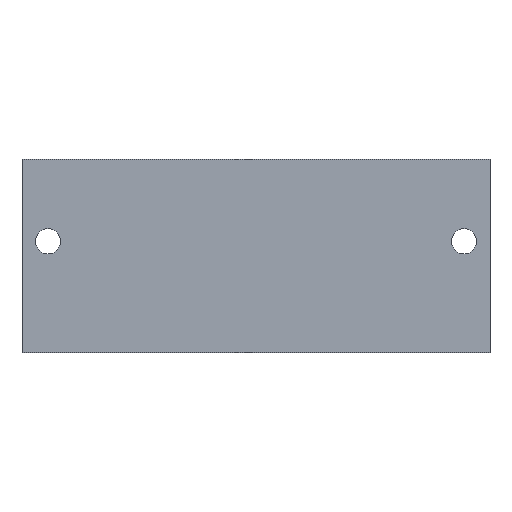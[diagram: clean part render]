
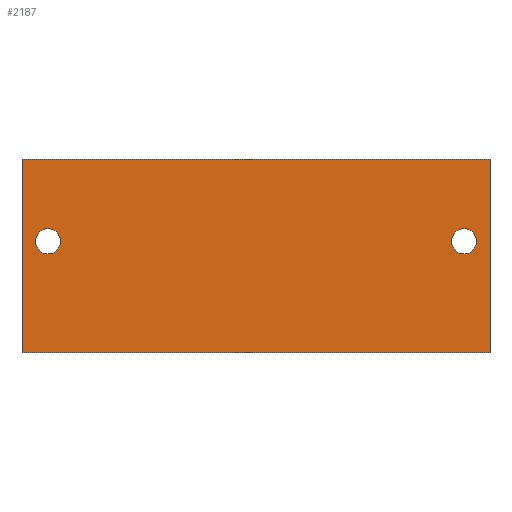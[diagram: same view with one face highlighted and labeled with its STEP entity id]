
A CAD part, top view. The second image highlights one B-rep face of the part: STEP entity #2187.
In plain terms, the highlighted planar face has unit normal (0, 0, 1).
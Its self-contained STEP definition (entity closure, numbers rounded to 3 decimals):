
#2133=AXIS2_PLACEMENT_3D('Plane Axis2P3D',#2130,#2131,#2132) ;
#2153=AXIS2_PLACEMENT_3D('Circle Axis2P3D',#2151,#2152,$) ;
#2162=AXIS2_PLACEMENT_3D('Circle Axis2P3D',#2160,#2161,$) ;
#2171=AXIS2_PLACEMENT_3D('Circle Axis2P3D',#2169,#2170,$) ;
#2180=AXIS2_PLACEMENT_3D('Circle Axis2P3D',#2178,#2179,$) ;
#224=CARTESIAN_POINT('Vertex',(0.,28.3,14.9)) ;
#227=CARTESIAN_POINT('Line Origine',(34.29,28.3,14.9)) ;
#231=CARTESIAN_POINT('Vertex',(68.58,28.3,14.9)) ;
#686=CARTESIAN_POINT('Vertex',(68.58,0.,14.9)) ;
#689=CARTESIAN_POINT('Line Origine',(34.29,0.,14.9)) ;
#693=CARTESIAN_POINT('Vertex',(0.,0.,14.9)) ;
#2130=CARTESIAN_POINT('Axis2P3D Location',(7.62,28.3,14.9)) ;
#2135=CARTESIAN_POINT('Line Origine',(68.58,14.15,14.9)) ;
#2140=CARTESIAN_POINT('Line Origine',(0.,14.15,14.9)) ;
#2151=CARTESIAN_POINT('Axis2P3D Location',(64.77,16.3,14.9)) ;
#2155=CARTESIAN_POINT('Vertex',(62.92,16.3,14.9)) ;
#2157=CARTESIAN_POINT('Vertex',(66.62,16.3,14.9)) ;
#2160=CARTESIAN_POINT('Axis2P3D Location',(64.77,16.3,14.9)) ;
#2169=CARTESIAN_POINT('Axis2P3D Location',(3.81,16.3,14.9)) ;
#2173=CARTESIAN_POINT('Vertex',(5.66,16.3,14.9)) ;
#2175=CARTESIAN_POINT('Vertex',(1.96,16.3,14.9)) ;
#2178=CARTESIAN_POINT('Axis2P3D Location',(3.81,16.3,14.9)) ;
#228=DIRECTION('Vector Direction',(-1.,0.,0.)) ;
#690=DIRECTION('Vector Direction',(-1.,0.,0.)) ;
#2131=DIRECTION('Axis2P3D Direction',(-0.,0.,1.)) ;
#2132=DIRECTION('Axis2P3D XDirection',(0.,-1.,0.)) ;
#2136=DIRECTION('Vector Direction',(0.,1.,0.)) ;
#2141=DIRECTION('Vector Direction',(0.,1.,0.)) ;
#2152=DIRECTION('Axis2P3D Direction',(-0.,0.,1.)) ;
#2161=DIRECTION('Axis2P3D Direction',(-0.,0.,1.)) ;
#2170=DIRECTION('Axis2P3D Direction',(-0.,0.,1.)) ;
#2179=DIRECTION('Axis2P3D Direction',(-0.,0.,1.)) ;
#229=VECTOR('Line Direction',#228,1.) ;
#691=VECTOR('Line Direction',#690,1.) ;
#2137=VECTOR('Line Direction',#2136,1.) ;
#2142=VECTOR('Line Direction',#2141,1.) ;
#2146=ORIENTED_EDGE('',*,*,#2139,.T.) ;
#2147=ORIENTED_EDGE('',*,*,#233,.F.) ;
#2148=ORIENTED_EDGE('',*,*,#2144,.F.) ;
#2149=ORIENTED_EDGE('',*,*,#695,.F.) ;
#2166=ORIENTED_EDGE('',*,*,#2159,.F.) ;
#2167=ORIENTED_EDGE('',*,*,#2164,.F.) ;
#2184=ORIENTED_EDGE('',*,*,#2177,.T.) ;
#2185=ORIENTED_EDGE('',*,*,#2182,.T.) ;
#2168=FACE_BOUND('',#2165,.T.) ;
#2186=FACE_BOUND('',#2183,.T.) ;
#2187=ADVANCED_FACE('HOUSING',(#2150,#2168,#2186),#2134,.T.) ;
#2154=CIRCLE('generated circle',#2153,1.85) ;
#2163=CIRCLE('generated circle',#2162,1.85) ;
#2172=CIRCLE('generated circle',#2171,1.85) ;
#2181=CIRCLE('generated circle',#2180,1.85) ;
#233=EDGE_CURVE('',#225,#232,#230,.F.) ;
#695=EDGE_CURVE('',#687,#694,#692,.T.) ;
#2139=EDGE_CURVE('',#687,#232,#2138,.T.) ;
#2144=EDGE_CURVE('',#694,#225,#2143,.T.) ;
#2159=EDGE_CURVE('',#2156,#2158,#2154,.T.) ;
#2164=EDGE_CURVE('',#2158,#2156,#2163,.T.) ;
#2177=EDGE_CURVE('',#2174,#2176,#2172,.F.) ;
#2182=EDGE_CURVE('',#2176,#2174,#2181,.F.) ;
#2145=EDGE_LOOP('',(#2146,#2147,#2148,#2149)) ;
#2165=EDGE_LOOP('',(#2166,#2167)) ;
#2183=EDGE_LOOP('',(#2184,#2185)) ;
#2150=FACE_OUTER_BOUND('',#2145,.T.) ;
#230=LINE('Line',#227,#229) ;
#692=LINE('Line',#689,#691) ;
#2138=LINE('Line',#2135,#2137) ;
#2143=LINE('Line',#2140,#2142) ;
#2134=PLANE('',#2133) ;
#225=VERTEX_POINT('',#224) ;
#232=VERTEX_POINT('',#231) ;
#687=VERTEX_POINT('',#686) ;
#694=VERTEX_POINT('',#693) ;
#2156=VERTEX_POINT('',#2155) ;
#2158=VERTEX_POINT('',#2157) ;
#2174=VERTEX_POINT('',#2173) ;
#2176=VERTEX_POINT('',#2175) ;
